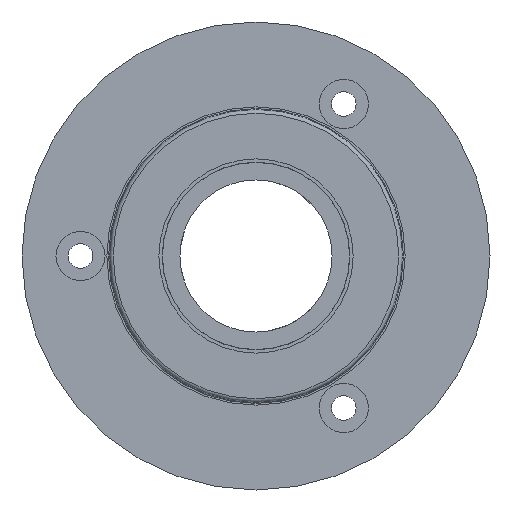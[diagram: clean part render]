
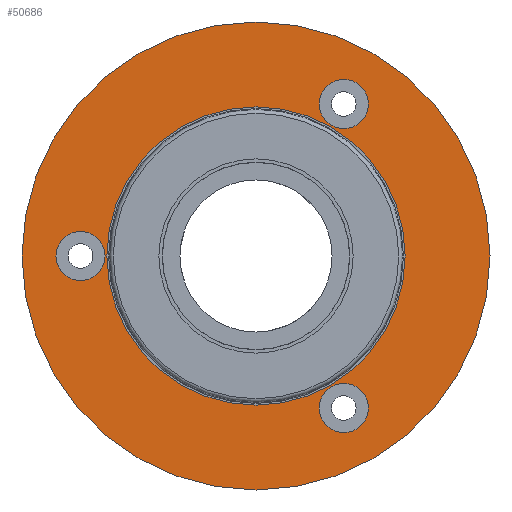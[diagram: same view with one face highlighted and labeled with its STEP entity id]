
A CAD part, left-side view. The second image highlights one B-rep face of the part: STEP entity #50686.
In plain terms, the highlighted planar face has unit normal (-1, 0, 0).
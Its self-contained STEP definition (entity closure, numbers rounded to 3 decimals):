
#46 = CARTESIAN_POINT ( 'NONE',  ( 2.8, -5.4, 12.99 ) ) ;
#426 = VERTEX_POINT ( 'NONE', #46 ) ;
#602 = AXIS2_PLACEMENT_3D ( 'NONE', #66965, #4483, #55204 ) ;
#2570 = CARTESIAN_POINT ( 'NONE',  ( 2.8, 10., 0. ) ) ;
#2785 = EDGE_CURVE ( 'NONE', #11757, #11757, #68957, .T. ) ;
#4483 = DIRECTION ( 'NONE',  ( 1., 0., 0. ) ) ;
#8119 = CARTESIAN_POINT ( 'NONE',  ( 2.8, -7.5, 12.99 ) ) ;
#8299 = EDGE_CURVE ( 'NONE', #34594, #34594, #12312, .T. ) ;
#8465 = CARTESIAN_POINT ( 'NONE',  ( 2.8, -7.5, -12.99 ) ) ;
#9220 = ORIENTED_EDGE ( 'NONE', *, *, #41902, .T. ) ;
#9829 = CARTESIAN_POINT ( 'NONE',  ( 2.8, 10., 0. ) ) ;
#10227 = EDGE_CURVE ( 'NONE', #426, #426, #34477, .T. ) ;
#10485 = EDGE_LOOP ( 'NONE', ( #69165 ) ) ;
#11757 = VERTEX_POINT ( 'NONE', #38669 ) ;
#12232 = EDGE_LOOP ( 'NONE', ( #29454 ) ) ;
#12312 = CIRCLE ( 'NONE', #602, 20. ) ;
#14611 = FACE_OUTER_BOUND ( 'NONE', #12232, .T. ) ;
#15193 = EDGE_LOOP ( 'NONE', ( #60782 ) ) ;
#16934 = AXIS2_PLACEMENT_3D ( 'NONE', #9829, #19760, #53236 ) ;
#19524 = DIRECTION ( 'NONE',  ( 1., 0., 0. ) ) ;
#19760 = DIRECTION ( 'NONE',  ( -1., 0., 0. ) ) ;
#24994 = CIRCLE ( 'NONE', #49627, 10. ) ;
#28706 = DIRECTION ( 'NONE',  ( 0., 1., 0. ) ) ;
#29454 = ORIENTED_EDGE ( 'NONE', *, *, #8299, .F. ) ;
#31676 = DIRECTION ( 'NONE',  ( 0., 1., 0. ) ) ;
#34477 = CIRCLE ( 'NONE', #40348, 2.1 ) ;
#34594 = VERTEX_POINT ( 'NONE', #62515 ) ;
#38669 = CARTESIAN_POINT ( 'NONE',  ( 2.8, 17.1, 0. ) ) ;
#39006 = CARTESIAN_POINT ( 'NONE',  ( 2.8, -5.4, -12.99 ) ) ;
#40348 = AXIS2_PLACEMENT_3D ( 'NONE', #8119, #71031, #31676 ) ;
#41902 = EDGE_CURVE ( 'NONE', #67679, #67679, #55950, .T. ) ;
#41985 = AXIS2_PLACEMENT_3D ( 'NONE', #56638, #62889, #28706 ) ;
#42192 = FACE_BOUND ( 'NONE', #15193, .T. ) ;
#43287 = FACE_BOUND ( 'NONE', #60948, .T. ) ;
#46630 = DIRECTION ( 'NONE',  ( 1., 0., 0. ) ) ;
#46747 = DIRECTION ( 'NONE',  ( 0., 1., 0. ) ) ;
#48675 = EDGE_LOOP ( 'NONE', ( #65535 ) ) ;
#48816 = FACE_BOUND ( 'NONE', #10485, .T. ) ;
#49627 = AXIS2_PLACEMENT_3D ( 'NONE', #62821, #46630, #72527 ) ;
#50686 = ADVANCED_FACE ( 'NONE', ( #42192, #43287, #48816, #59853, #14611 ), #53957, .T. ) ;
#52931 = VERTEX_POINT ( 'NONE', #2570 ) ;
#53236 = DIRECTION ( 'NONE',  ( 0., -1., 0. ) ) ;
#53957 = PLANE ( 'NONE',  #16934 ) ;
#55204 = DIRECTION ( 'NONE',  ( 0., 1., 0. ) ) ;
#55950 = CIRCLE ( 'NONE', #71248, 2.1 ) ;
#56638 = CARTESIAN_POINT ( 'NONE',  ( 2.8, 15., 0. ) ) ;
#59853 = FACE_BOUND ( 'NONE', #48675, .T. ) ;
#60782 = ORIENTED_EDGE ( 'NONE', *, *, #2785, .T. ) ;
#60948 = EDGE_LOOP ( 'NONE', ( #9220 ) ) ;
#62515 = CARTESIAN_POINT ( 'NONE',  ( 2.8, 20., 0. ) ) ;
#62821 = CARTESIAN_POINT ( 'NONE',  ( 2.8, 0., 0. ) ) ;
#62889 = DIRECTION ( 'NONE',  ( 1., 0., 0. ) ) ;
#65437 = EDGE_CURVE ( 'NONE', #52931, #52931, #24994, .T. ) ;
#65535 = ORIENTED_EDGE ( 'NONE', *, *, #65437, .T. ) ;
#66965 = CARTESIAN_POINT ( 'NONE',  ( 2.8, 0., 0. ) ) ;
#67679 = VERTEX_POINT ( 'NONE', #39006 ) ;
#68957 = CIRCLE ( 'NONE', #41985, 2.1 ) ;
#69165 = ORIENTED_EDGE ( 'NONE', *, *, #10227, .T. ) ;
#71031 = DIRECTION ( 'NONE',  ( 1., 0., 0. ) ) ;
#71248 = AXIS2_PLACEMENT_3D ( 'NONE', #8465, #19524, #46747 ) ;
#72527 = DIRECTION ( 'NONE',  ( 0., 1., 0. ) ) ;
